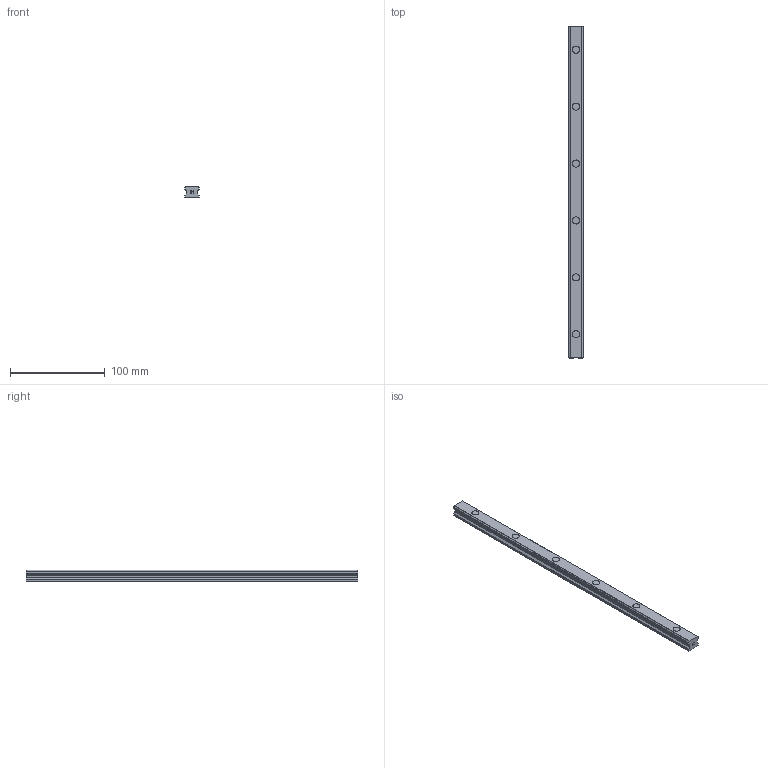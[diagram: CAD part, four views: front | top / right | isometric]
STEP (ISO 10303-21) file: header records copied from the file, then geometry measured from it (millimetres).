
FILE_DESCRIPTION(('STEP AP214'),'1');
FILE_NAME('cctmp_83193583-C989-4BEC-AF52-91E7B9A46396_2021_02_03_10_56_10_0829..stp','2021-02-03T09:56:10',('HIWIN GmbH'),('CADClick - www.CADClick.com'),'Spatial InterOp 3D',' ','unknown authorization');
FILE_SCHEMA(('AUTOMOTIVE_DESIGN'));
Length unit declared in the file: millimetre
Products named in the file (1): EGR15U350C_FILE
Bounding box: 15 x 350 x 12.5 mm (x, y, z)
Volume: 55701.7 mm3; surface area: 21648.6 mm2
Topology: 1 solids, 1 shells, 163 faces, 435 edges, 290 vertices
Faces by surface type: plane 109, cylinder 54
Entity records: 6429 total; most frequent: DIRECTION 895, CARTESIAN_POINT 889, ORIENTED_EDGE 870, EDGE_CURVE 435, LINE 303, VECTOR 303, AXIS2_PLACEMENT_3D 296, VERTEX_POINT 290
